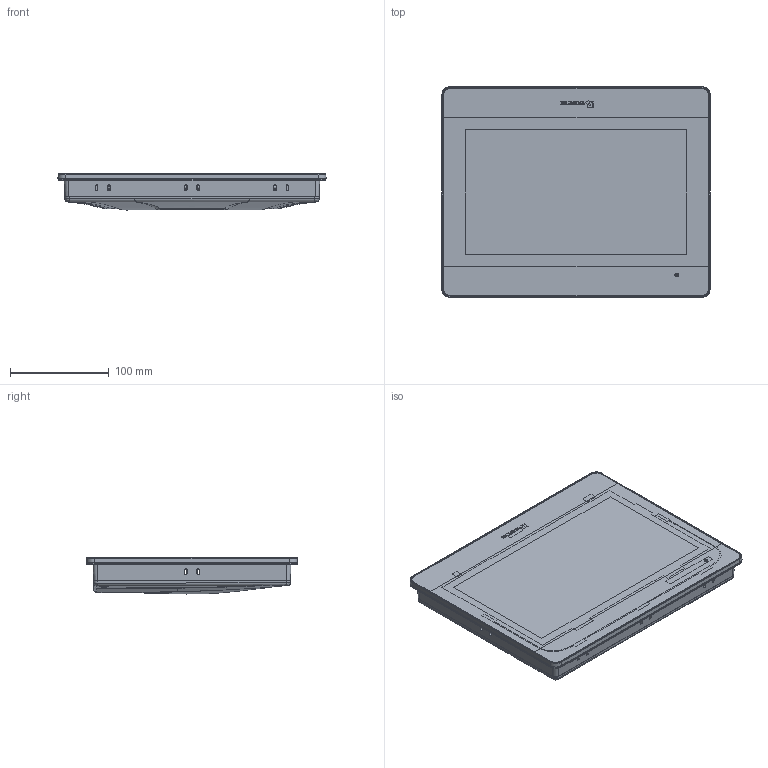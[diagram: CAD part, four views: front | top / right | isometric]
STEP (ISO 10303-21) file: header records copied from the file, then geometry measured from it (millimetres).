
FILE_DESCRIPTION (( 'STEP AP203' ), '1' );
FILE_NAME ('MT8102iP_170411.STEP', '2017-07-28T03:59:58', ( 'annayang' ), ( '' ), 'SwSTEP 2.0', 'SolidWorks 2011', '' );
FILE_SCHEMA (( 'CONFIG_CONTROL_DESIGN' ));
Length unit declared in the file: millimetre
Products named in the file (1): MT8102iP_170411
Bounding box: 270.93 x 212.93 x 36.39 mm (x, y, z)
Surface area: 209585.8 mm2 (no closed solid volume)
Topology: 0 solids, 55 shells, 824 faces, 3587 edges, 2760 vertices
Faces by surface type: plane 364, cylinder 176, cone 128, bspline 119, sphere 21, torus 16
Entity records: 50977 total; most frequent: CARTESIAN_POINT 24738, ORIENTED_EDGE 5167, DIRECTION 4546, EDGE_CURVE 3546, VERTEX_POINT 2742, LINE 2174, VECTOR 2174, AXIS2_PLACEMENT_3D 1186
